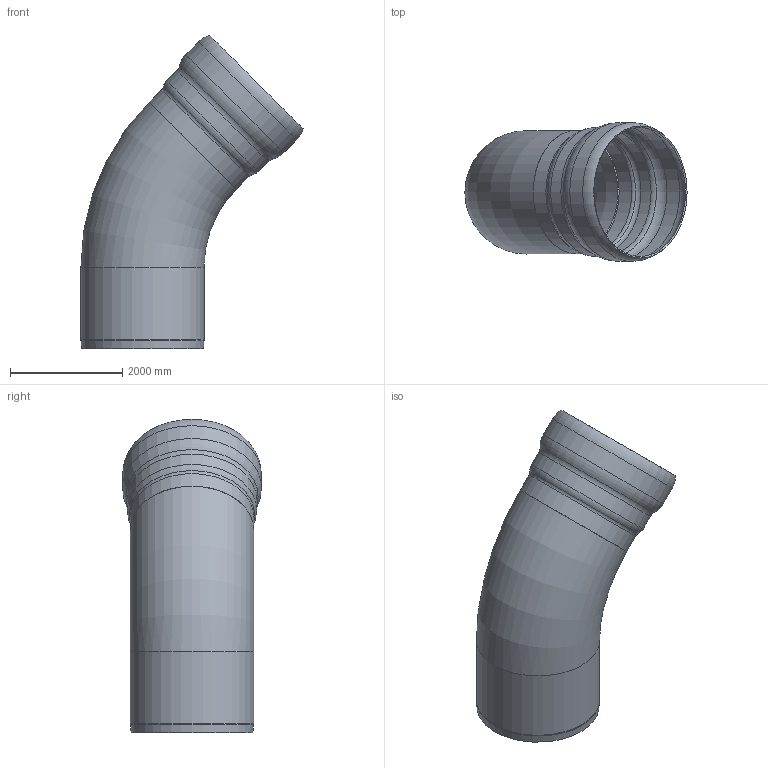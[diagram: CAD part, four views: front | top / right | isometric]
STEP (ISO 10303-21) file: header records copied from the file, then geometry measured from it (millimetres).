
FILE_DESCRIPTION(/* description */ (''),/* implementation_level */ '2;1');
FILE_NAME(/* name */ '00320.200X_3D.stp',/* time_stamp */ '2024-12-11T12:42:52+01:00',/* author */ ('CAD'),/* organization */ (''),/* preprocessor_version */ 'ST-DEVELOPER v20',/* originating_system */ 'AutoCAD Mechanical',/* authorisation */ '');
FILE_SCHEMA (('AUTOMOTIVE_DESIGN { 1 0 10303 214 3 1 1 }'));
Length unit declared in the file: centimetre
Products named in the file (2): Product; *S0
Assembly tree (1 placements, depth 2):
  Product
    *S0
Bounding box: 3950.88 x 2468 x 5568.73 mm (x, y, z)
Volume: 1637519216.3 mm3; surface area: 77019424 mm2
Topology: 3 solids, 3 shells, 30 faces, 74 edges, 48 vertices
Faces by surface type: torus 14, cylinder 8, plane 4, cone 4
Full cylindrical faces by diameter (mm): 2132 x1, 2133 x1, 2190 x1, 2191 x1, 2240 x1, 2298 x1, 2410 x1, 2468 x1
Entity records: 1485 total; most frequent: CARTESIAN_POINT 671, DIRECTION 194, ORIENTED_EDGE 148, AXIS2_PLACEMENT_3D 91, EDGE_CURVE 74, CIRCLE 58, VERTEX_POINT 48, EDGE_LOOP 34
